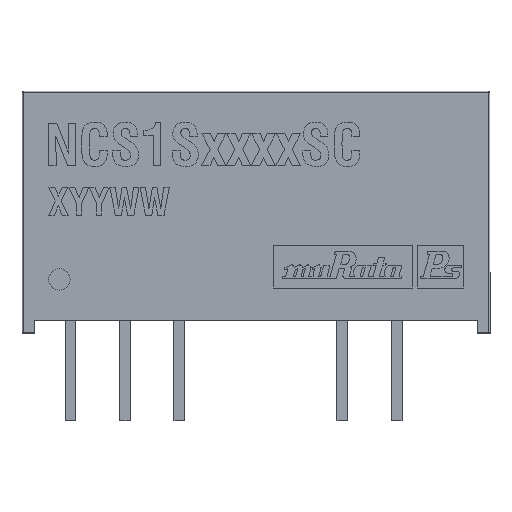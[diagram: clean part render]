
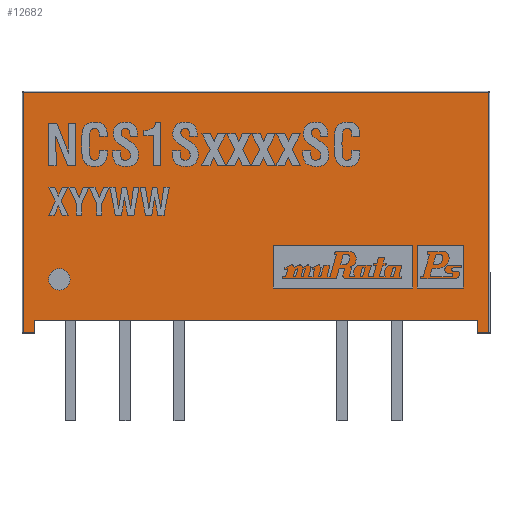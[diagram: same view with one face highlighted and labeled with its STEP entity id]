
A CAD part, top view. The second image highlights one B-rep face of the part: STEP entity #12682.
In plain terms, the highlighted planar face has unit normal (0, 0, 1).
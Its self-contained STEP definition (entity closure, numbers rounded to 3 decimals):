
#593 = EDGE_CURVE ( 'NONE', #14493, #21141, #12790, .T. ) ;
#626 = LINE ( 'NONE', #8619, #26504 ) ;
#840 = CARTESIAN_POINT ( 'NONE',  ( -1.69, 4.1, 5. ) ) ;
#1318 = CARTESIAN_POINT ( 'NONE',  ( -2.22, 4.1, 5. ) ) ;
#2766 = VECTOR ( 'NONE', #11423, 1000. ) ;
#3087 = VERTEX_POINT ( 'NONE', #29078 ) ;
#3494 = LINE ( 'NONE', #840, #9379 ) ;
#4926 = CARTESIAN_POINT ( 'NONE',  ( -2.27, 4.1, 5. ) ) ;
#5782 = VECTOR ( 'NONE', #27663, 1000. ) ;
#6257 = EDGE_LOOP ( 'NONE', ( #17938, #16237, #32333, #26712, #11437, #29828, #26968, #23880 ) ) ;
#6562 = CARTESIAN_POINT ( 'NONE',  ( 19.02, 4.1, 5. ) ) ;
#6640 = VERTEX_POINT ( 'NONE', #12658 ) ;
#6901 = CARTESIAN_POINT ( 'NONE',  ( -2.22, 4.1, 5. ) ) ;
#7251 = VECTOR ( 'NONE', #22672, 1000. ) ;
#8069 = DIRECTION ( 'NONE',  ( 1., 0., 0. ) ) ;
#8214 = VERTEX_POINT ( 'NONE', #6901 ) ;
#8619 = CARTESIAN_POINT ( 'NONE',  ( -2.27, 4.1, 5. ) ) ;
#9343 = LINE ( 'NONE', #6562, #15173 ) ;
#9379 = VECTOR ( 'NONE', #15888, 1000. ) ;
#9432 = LINE ( 'NONE', #1318, #2766 ) ;
#9741 = CARTESIAN_POINT ( 'NONE',  ( 19.55, 15.35, 5. ) ) ;
#11423 = DIRECTION ( 'NONE',  ( 0., -1., 0. ) ) ;
#11437 = ORIENTED_EDGE ( 'NONE', *, *, #20621, .F. ) ;
#12011 = VECTOR ( 'NONE', #20896, 1000. ) ;
#12346 = CARTESIAN_POINT ( 'NONE',  ( 19.02, 4.1, 5. ) ) ;
#12445 = LINE ( 'NONE', #25140, #5782 ) ;
#12658 = CARTESIAN_POINT ( 'NONE',  ( 19.02, 4.7, 5. ) ) ;
#12682 = ADVANCED_FACE ( 'NONE', ( #32147 ), #25616, .F. ) ;
#12790 = LINE ( 'NONE', #27333, #12011 ) ;
#13207 = DIRECTION ( 'NONE',  ( 0., 0., -1. ) ) ;
#14493 = VERTEX_POINT ( 'NONE', #25401 ) ;
#15173 = VECTOR ( 'NONE', #26636, 1000. ) ;
#15552 = EDGE_CURVE ( 'NONE', #21494, #8214, #9432, .T. ) ;
#15888 = DIRECTION ( 'NONE',  ( 0., 1., 0. ) ) ;
#16237 = ORIENTED_EDGE ( 'NONE', *, *, #593, .T. ) ;
#17938 = ORIENTED_EDGE ( 'NONE', *, *, #26274, .F. ) ;
#18264 = VERTEX_POINT ( 'NONE', #30074 ) ;
#18651 = DIRECTION ( 'NONE',  ( -1., 0., 0. ) ) ;
#20621 = EDGE_CURVE ( 'NONE', #18264, #8214, #27270, .T. ) ;
#20896 = DIRECTION ( 'NONE',  ( 0., 1., 0. ) ) ;
#21141 = VERTEX_POINT ( 'NONE', #9741 ) ;
#21182 = VERTEX_POINT ( 'NONE', #12346 ) ;
#21494 = VERTEX_POINT ( 'NONE', #29527 ) ;
#22355 = EDGE_CURVE ( 'NONE', #6640, #21182, #9343, .T. ) ;
#22482 = EDGE_CURVE ( 'NONE', #18264, #3087, #3494, .T. ) ;
#22672 = DIRECTION ( 'NONE',  ( -1., 0., 0. ) ) ;
#22892 = EDGE_CURVE ( 'NONE', #21141, #21494, #12445, .T. ) ;
#23880 = ORIENTED_EDGE ( 'NONE', *, *, #22355, .T. ) ;
#24151 = VECTOR ( 'NONE', #8069, 1000. ) ;
#25140 = CARTESIAN_POINT ( 'NONE',  ( -2.27, 15.35, 5. ) ) ;
#25401 = CARTESIAN_POINT ( 'NONE',  ( 19.55, 4.1, 5. ) ) ;
#25616 = PLANE ( 'NONE',  #32011 ) ;
#25643 = CARTESIAN_POINT ( 'NONE',  ( -1.69, 4.7, 5. ) ) ;
#26274 = EDGE_CURVE ( 'NONE', #14493, #21182, #626, .T. ) ;
#26504 = VECTOR ( 'NONE', #18651, 1000. ) ;
#26636 = DIRECTION ( 'NONE',  ( 0., -1., 0. ) ) ;
#26712 = ORIENTED_EDGE ( 'NONE', *, *, #15552, .T. ) ;
#26968 = ORIENTED_EDGE ( 'NONE', *, *, #32081, .T. ) ;
#27270 = LINE ( 'NONE', #4926, #7251 ) ;
#27333 = CARTESIAN_POINT ( 'NONE',  ( 19.55, 4.1, 5. ) ) ;
#27663 = DIRECTION ( 'NONE',  ( -1., 0., 0. ) ) ;
#28235 = CARTESIAN_POINT ( 'NONE',  ( -2.27, 4.1, 5. ) ) ;
#29078 = CARTESIAN_POINT ( 'NONE',  ( -1.69, 4.7, 5. ) ) ;
#29527 = CARTESIAN_POINT ( 'NONE',  ( -2.22, 15.35, 5. ) ) ;
#29828 = ORIENTED_EDGE ( 'NONE', *, *, #22482, .T. ) ;
#30074 = CARTESIAN_POINT ( 'NONE',  ( -1.69, 4.1, 5. ) ) ;
#30743 = DIRECTION ( 'NONE',  ( 1., 0., 0. ) ) ;
#31615 = LINE ( 'NONE', #25643, #24151 ) ;
#32011 = AXIS2_PLACEMENT_3D ( 'NONE', #28235, #13207, #30743 ) ;
#32081 = EDGE_CURVE ( 'NONE', #3087, #6640, #31615, .T. ) ;
#32147 = FACE_OUTER_BOUND ( 'NONE', #6257, .T. ) ;
#32333 = ORIENTED_EDGE ( 'NONE', *, *, #22892, .T. ) ;
